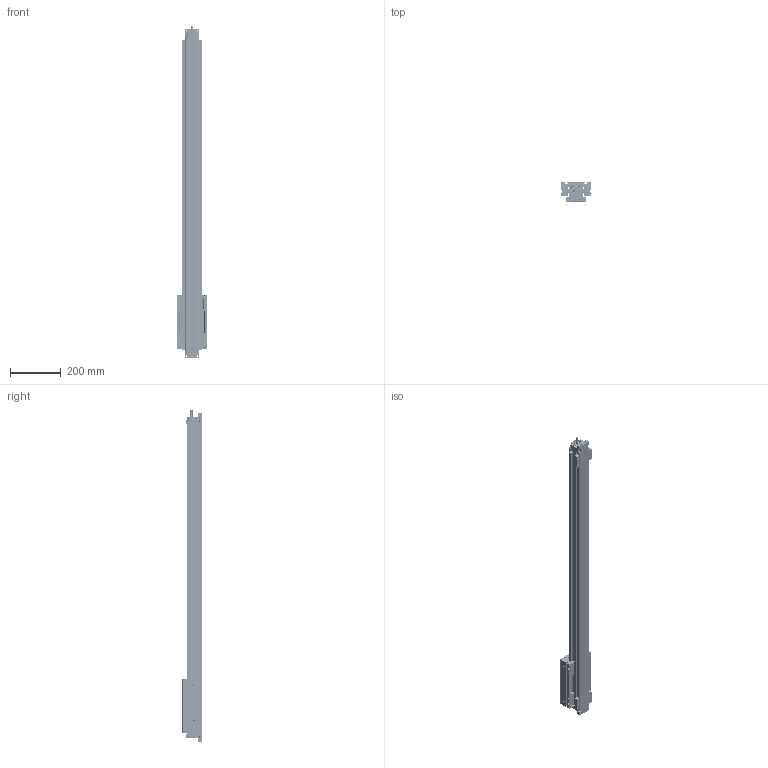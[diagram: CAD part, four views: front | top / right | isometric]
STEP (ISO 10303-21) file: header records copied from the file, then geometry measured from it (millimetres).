
FILE_DESCRIPTION (( 'STEP AP203' ), '1' );
FILE_NAME ('MVS55-1000-16XX-RA + support .STEP', '2023-03-15T06:50:46', ( '' ), ( '' ), 'SwSTEP 2.0', 'SolidWorks 2021', '' );
FILE_SCHEMA (( 'CONFIG_CONTROL_DESIGN' ));
Length unit declared in the file: millimetre
Products named in the file (32): VTCEZ0,40-010_VTCEZ0,40-010; E1AA003; A1L001_XXXX-MVS55; ZM-screw-Rollco_ZM screw M4; A1M001_XXXX-MVS55; MVS55-1000-16XX-RA + support ; A1P004#0001; A1G004_XXXX-MVS55_A1G004_XXXX; SN-005; VSFR16YY-XXXX-E2-D3; E1P002#04; ZM-nut-Rollco_ZM 12; CSR-03201-2RS; VTSTA0,30-008; GFEM30x1,5; GFPM12x010-8_Lock Nut ZM 12; CHP5x5x20_Parallel key A5 x 5 x 20 DIN 6885; VTSTA03,0-008; VTBTM0,50-012_704578 -5 12-mattssons; GFEM35x1,5-22; A1D005; VTCEZ0,50-020_ISO 4762 M5 x 20 --- 20S; G1A001L; A1AA001_piedino testata; MV-XSY16YY-C1; SGA12; E1A001_XXXX; CSR-06001-2RS_SKF - 6001 - 10,SI,NC,10_68; E1A003A; E1P008; G1W001; E1P003L
Assembly tree (93 placements, depth 3):
  MVS55-1000-16XX-RA + support 
    E1A001_XXXX
    G1A001L
    VSFR16YY-XXXX-E2-D3
    VTCEZ0,50-020_ISO 4762 M5 x 20 --- 20S  x8
    CSR-03201-2RS
    GFEM35x1,5-22
    E1P008  x2
    VTSTA03,0-008  x12
    GFPM12x010-8_Lock Nut ZM 12
      ZM-screw-Rollco_ZM screw M4  x2
      ZM-nut-Rollco_ZM 12
    CSR-06001-2RS_SKF - 6001 - 10,SI,NC,10_68
    VTSTA0,30-008  x2
    E1P003L
    E1P002#04
    A1G004_XXXX-MVS55_A1G004_XXXX  x2
    G1W001  x2
    A1P004#0001
    E1A003A
    VTCEZ0,40-010_VTCEZ0,40-010  x24
    MV-XSY16YY-C1
    GFEM30x1,5
    A1D005  x4
    A1L001_XXXX-MVS55
    A1AA001_piedino testata  x2
    E1AA003  x4
    CHP5x5x20_Parallel key A5 x 5 x 20 DIN 6885
    VTBTM0,50-012_704578 -5 12-mattssons  x5
    SN-005  x5
    A1M001_XXXX-MVS55  x2
    SGA12
Bounding box: 120 x 77.55 x 1309.5 mm (x, y, z)
Volume: 2971695.8 mm3; surface area: 1234803.6 mm2
Topology: 92 solids, 92 shells, 5820 faces, 14109 edges, 8601 vertices
Faces by surface type: cylinder 2018, plane 1689, cone 1340, torus 642, bspline 92, sphere 39
Entity records: 83292 total; most frequent: CARTESIAN_POINT 21954, DIRECTION 12422, ORIENTED_EDGE 11296, EDGE_CURVE 5648, AXIS2_PLACEMENT_3D 4713, VERTEX_POINT 3537, VECTOR 2996, LINE 2996
